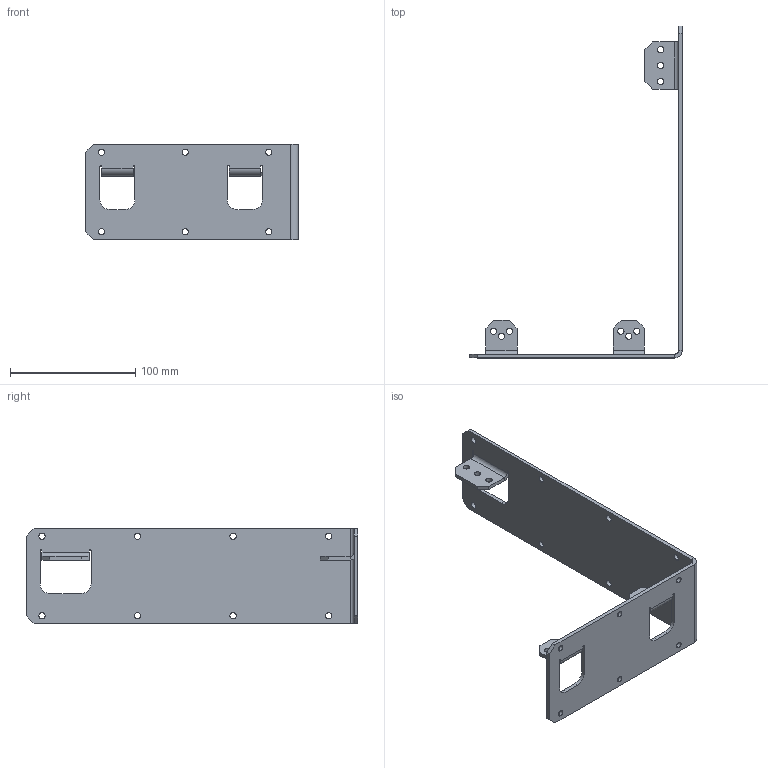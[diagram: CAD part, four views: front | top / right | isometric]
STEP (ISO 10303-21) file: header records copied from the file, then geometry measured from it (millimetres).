
FILE_DESCRIPTION (( 'STEP AP203' ), '1' );
FILE_NAME ('REV-21-3065.STEP', '2024-02-06T18:42:14', ( '' ), ( '' ), 'SwSTEP 2.0', 'SolidWorks 2022', '' );
FILE_SCHEMA (( 'CONFIG_CONTROL_DESIGN' ));
Length unit declared in the file: inch
Products named in the file (1): REV-21-3065
Bounding box: 169.69 x 264.68 x 76.2 mm (x, y, z)
Volume: 95031.4 mm3; surface area: 69100.7 mm2
Topology: 1 solids, 1 shells, 125 faces, 337 edges, 214 vertices
Faces by surface type: cylinder 66, plane 59
Entity records: 4110 total; most frequent: DIRECTION 721, CARTESIAN_POINT 677, ORIENTED_EDGE 674, EDGE_CURVE 337, AXIS2_PLACEMENT_3D 258, VERTEX_POINT 214, VECTOR 205, LINE 205
